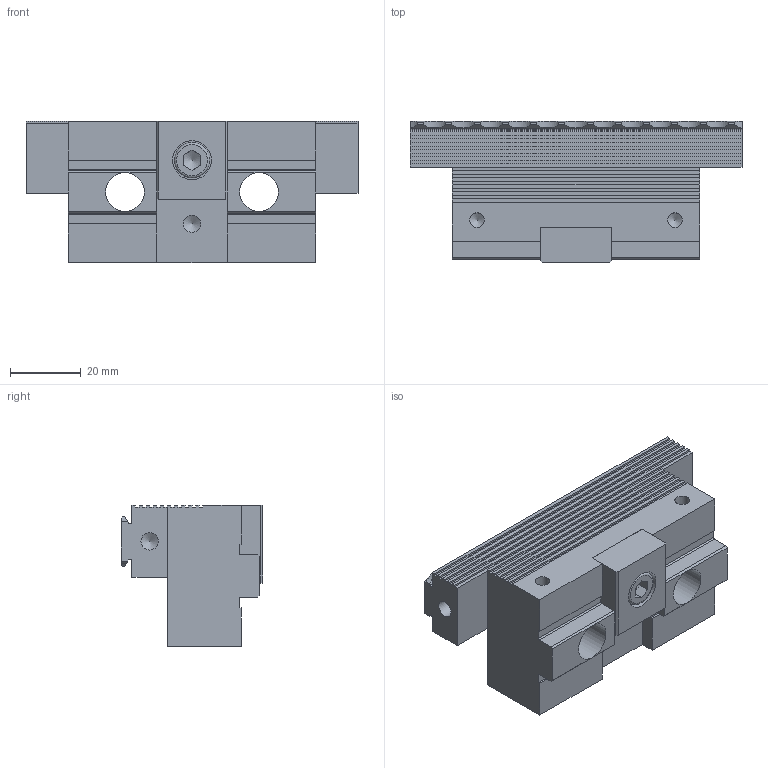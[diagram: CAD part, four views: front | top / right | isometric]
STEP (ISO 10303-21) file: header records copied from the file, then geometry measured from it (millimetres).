
FILE_DESCRIPTION((''),'2;1');
FILE_NAME('301-0094-006.stp','2011-06-01T09:54:49',('Meier'),(''),'Autodesk Inventor 2011','Autodesk Inventor 2011','');
FILE_SCHEMA(('AUTOMOTIVE_DESIGN { 1 0 10303 214 1 1 1 1 }'));
Length unit declared in the file: millimetre
Products named in the file (4): 301-0094-006; 5126-0094-009; NLM03250-20; DIN 912 - ersetzt durch DIN EN ISO 4762 M6 x 12
Assembly tree (3 placements, depth 2):
  301-0094-006
    5126-0094-009
    NLM03250-20
    DIN 912 - ersetzt durch DIN EN ISO 4762 M6 x 12
Bounding box: 94 x 40 x 40 mm (x, y, z)
Volume: 69803.7 mm3; surface area: 22936.2 mm2
Topology: 3 solids, 3 shells, 224 faces, 632 edges, 414 vertices
Faces by surface type: plane 158, cylinder 52, cone 12, torus 2
Full cylindrical faces by diameter (mm): 4.134 x6, 4.917 x4, 6 x1, 6.3 x1, 10 x1, 11 x3, 18 x2
Entity records: 7100 total; most frequent: CARTESIAN_POINT 1291, DIRECTION 1188, ORIENTED_EDGE 1170, EDGE_CURVE 585, VECTOR 416, LINE 416, VERTEX_POINT 399, AXIS2_PLACEMENT_3D 386
